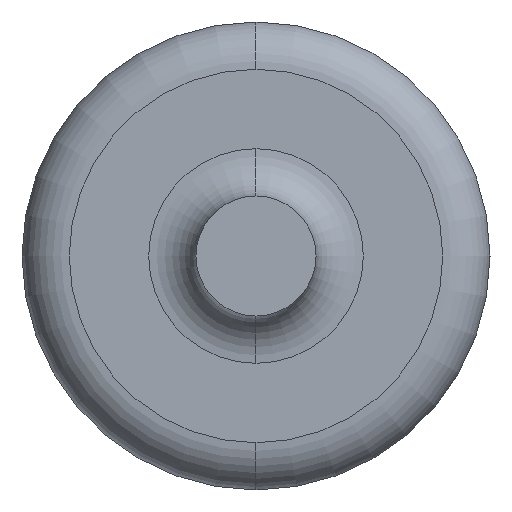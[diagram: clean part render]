
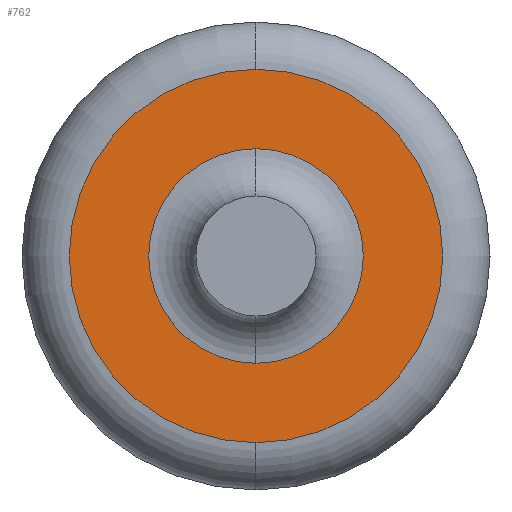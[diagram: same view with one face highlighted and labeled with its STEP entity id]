
A CAD part, left-side view. The second image highlights one B-rep face of the part: STEP entity #762.
In plain terms, the highlighted planar face has unit normal (-1, 0, 0).
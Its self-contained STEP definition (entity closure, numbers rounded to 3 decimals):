
#21 = AXIS2_PLACEMENT_3D ( 'NONE', #612, #611, #610 ) ;
#23 = AXIS2_PLACEMENT_3D ( 'NONE', #55, #54, #53 ) ;
#53 = DIRECTION ( 'NONE',  ( 0., 0., 1. ) ) ;
#54 = DIRECTION ( 'NONE',  ( -1., 0., 0. ) ) ;
#55 = CARTESIAN_POINT ( 'NONE',  ( -3.96, 0., 0. ) ) ;
#68 = EDGE_CURVE ( 'NONE', #758, #755, #377, .T. ) ;
#70 = EDGE_CURVE ( 'NONE', #753, #532, #334, .T. ) ;
#113 = AXIS2_PLACEMENT_3D ( 'NONE', #662, #663, #664 ) ;
#120 = AXIS2_PLACEMENT_3D ( 'NONE', #175, #700, #701 ) ;
#175 = CARTESIAN_POINT ( 'NONE',  ( -3.96, 0., 0. ) ) ;
#334 = CIRCLE ( 'NONE', #23, 0.79 ) ;
#370 = EDGE_LOOP ( 'NONE', ( #539, #542 ) ) ;
#377 = CIRCLE ( 'NONE', #21, 0.454 ) ;
#418 = EDGE_LOOP ( 'NONE', ( #547, #548 ) ) ;
#421 = EDGE_CURVE ( 'NONE', #755, #758, #433, .T. ) ;
#428 = EDGE_CURVE ( 'NONE', #532, #753, #439, .T. ) ;
#433 = CIRCLE ( 'NONE', #113, 0.454 ) ;
#439 = CIRCLE ( 'NONE', #120, 0.79 ) ;
#444 = FACE_BOUND ( 'NONE', #370, .T. ) ;
#450 = FACE_OUTER_BOUND ( 'NONE', #418, .T. ) ;
#486 = CARTESIAN_POINT ( 'NONE',  ( -3.96, 0.79, 0. ) ) ;
#487 = DIRECTION ( 'NONE',  ( 1., 0., 0. ) ) ;
#488 = DIRECTION ( 'NONE',  ( 0., 0., -1. ) ) ;
#532 = VERTEX_POINT ( 'NONE', #703 ) ;
#539 = ORIENTED_EDGE ( 'NONE', *, *, #421, .F. ) ;
#542 = ORIENTED_EDGE ( 'NONE', *, *, #68, .F. ) ;
#547 = ORIENTED_EDGE ( 'NONE', *, *, #70, .T. ) ;
#548 = ORIENTED_EDGE ( 'NONE', *, *, #428, .T. ) ;
#610 = DIRECTION ( 'NONE',  ( 0., 0., 1. ) ) ;
#611 = DIRECTION ( 'NONE',  ( -1., 0., 0. ) ) ;
#612 = CARTESIAN_POINT ( 'NONE',  ( -3.96, 0., 0. ) ) ;
#614 = AXIS2_PLACEMENT_3D ( 'NONE', #486, #487, #488 ) ;
#662 = CARTESIAN_POINT ( 'NONE',  ( -3.96, 0., 0. ) ) ;
#663 = DIRECTION ( 'NONE',  ( -1., 0., 0. ) ) ;
#664 = DIRECTION ( 'NONE',  ( 0., 0., 1. ) ) ;
#700 = DIRECTION ( 'NONE',  ( -1., 0., 0. ) ) ;
#701 = DIRECTION ( 'NONE',  ( 0., 0., 1. ) ) ;
#703 = CARTESIAN_POINT ( 'NONE',  ( -3.96, 0., -0.79 ) ) ;
#715 = CARTESIAN_POINT ( 'NONE',  ( -3.96, 0., 0.79 ) ) ;
#716 = CARTESIAN_POINT ( 'NONE',  ( -3.96, 0., 0.454 ) ) ;
#720 = CARTESIAN_POINT ( 'NONE',  ( -3.96, 0., -0.454 ) ) ;
#735 = PLANE ( 'NONE',  #614 ) ;
#753 = VERTEX_POINT ( 'NONE', #715 ) ;
#755 = VERTEX_POINT ( 'NONE', #716 ) ;
#758 = VERTEX_POINT ( 'NONE', #720 ) ;
#762 = ADVANCED_FACE ( 'NONE', ( #444, #450 ), #735, .F. ) ;
